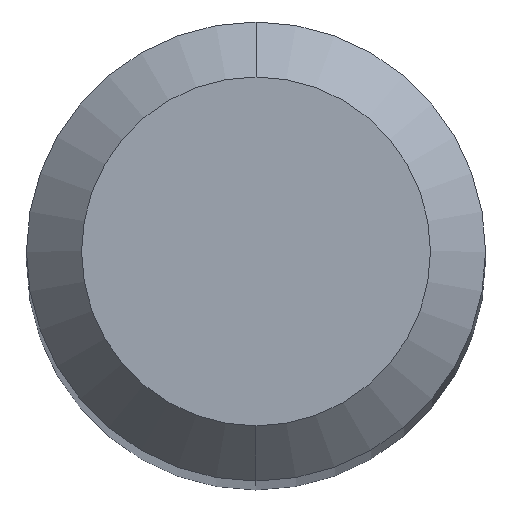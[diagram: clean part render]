
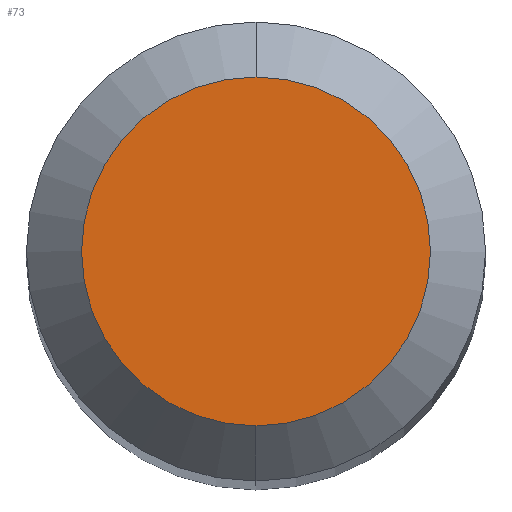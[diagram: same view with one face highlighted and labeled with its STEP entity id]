
A CAD part, top view. The second image highlights one B-rep face of the part: STEP entity #73.
In plain terms, the highlighted planar face has unit normal (0, 0, 1).
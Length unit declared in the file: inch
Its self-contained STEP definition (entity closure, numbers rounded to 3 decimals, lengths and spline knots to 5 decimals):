
#5 = VERTEX_POINT ( 'NONE', #299 ) ;
#14 = ORIENTED_EDGE ( 'NONE', *, *, #170, .T. ) ;
#51 = ORIENTED_EDGE ( 'NONE', *, *, #440, .T. ) ;
#53 = AXIS2_PLACEMENT_3D ( 'NONE', #246, #516, #486 ) ;
#73 = ADVANCED_FACE ( 'NONE', ( #342 ), #386, .F. ) ;
#95 = AXIS2_PLACEMENT_3D ( 'NONE', #144, #268, #503 ) ;
#131 = DIRECTION ( 'NONE',  ( 0., 0., 1. ) ) ;
#144 = CARTESIAN_POINT ( 'NONE',  ( 0., 0.0475, 0. ) ) ;
#170 = EDGE_CURVE ( 'NONE', #5, #428, #282, .T. ) ;
#173 = CARTESIAN_POINT ( 'NONE',  ( 0., -0.0475, 0. ) ) ;
#199 = CARTESIAN_POINT ( 'NONE',  ( 0., 0., 0. ) ) ;
#246 = CARTESIAN_POINT ( 'NONE',  ( 0., 0., 0. ) ) ;
#268 = DIRECTION ( 'NONE',  ( 0., 0., -1. ) ) ;
#282 = CIRCLE ( 'NONE', #53, 0.0475 ) ;
#299 = CARTESIAN_POINT ( 'NONE',  ( 0., 0.0475, 0. ) ) ;
#342 = FACE_OUTER_BOUND ( 'NONE', #415, .T. ) ;
#384 = CIRCLE ( 'NONE', #456, 0.0475 ) ;
#386 = PLANE ( 'NONE',  #95 ) ;
#415 = EDGE_LOOP ( 'NONE', ( #14, #51 ) ) ;
#428 = VERTEX_POINT ( 'NONE', #173 ) ;
#440 = EDGE_CURVE ( 'NONE', #428, #5, #384, .T. ) ;
#456 = AXIS2_PLACEMENT_3D ( 'NONE', #199, #131, #482 ) ;
#482 = DIRECTION ( 'NONE',  ( 0., -1., 0. ) ) ;
#486 = DIRECTION ( 'NONE',  ( 0., -1., 0. ) ) ;
#503 = DIRECTION ( 'NONE',  ( 0., 1., 0. ) ) ;
#516 = DIRECTION ( 'NONE',  ( 0., 0., 1. ) ) ;
